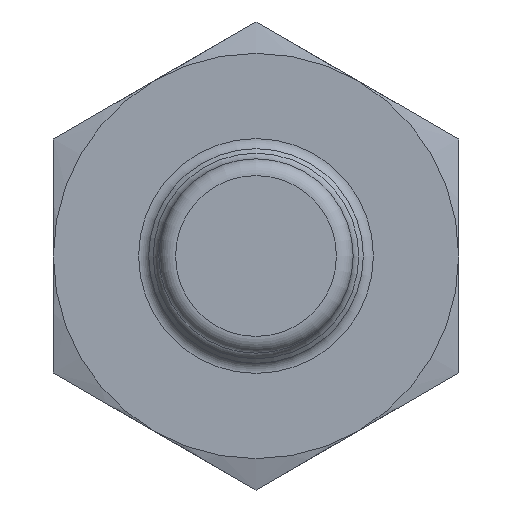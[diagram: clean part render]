
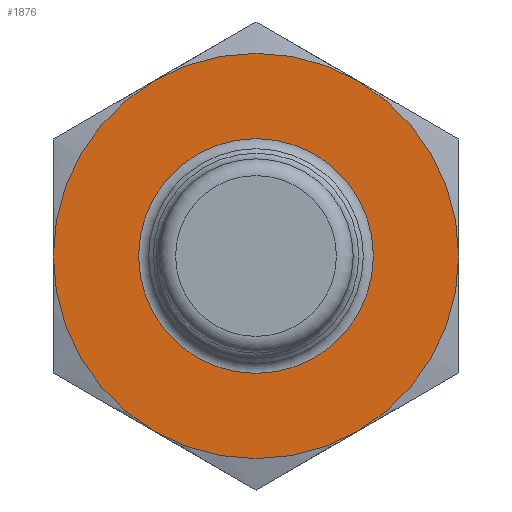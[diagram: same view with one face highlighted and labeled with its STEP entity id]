
A CAD part, left-side view. The second image highlights one B-rep face of the part: STEP entity #1876.
In plain terms, the highlighted planar face has unit normal (-1, 0, 0).
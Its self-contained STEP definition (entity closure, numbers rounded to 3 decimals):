
#1321=CARTESIAN_POINT('',(14.15,4.25,-7.361));
#1322=VERTEX_POINT('',#1321);
#1336=CARTESIAN_POINT('',(14.15,8.5,0.0));
#1337=VERTEX_POINT('',#1336);
#1338=CARTESIAN_POINT('',(14.15,0.0,0.0));
#1339=DIRECTION('',(1.0,0.0,0.0));
#1340=DIRECTION('',(0.0,1.0,0.0));
#1341=AXIS2_PLACEMENT_3D('',#1338,#1339,#1340);
#1342=CIRCLE('',#1341,8.5);
#1343=EDGE_CURVE('',#1322,#1337,#1342,.T.);
#1578=CARTESIAN_POINT('',(14.15,-4.25,-7.361));
#1579=VERTEX_POINT('',#1578);
#1593=CARTESIAN_POINT('',(14.15,0.0,0.0));
#1594=DIRECTION('',(1.0,0.0,0.0));
#1595=DIRECTION('',(0.0,1.0,0.0));
#1596=AXIS2_PLACEMENT_3D('',#1593,#1594,#1595);
#1597=CIRCLE('',#1596,8.5);
#1598=EDGE_CURVE('',#1579,#1322,#1597,.T.);
#1623=CARTESIAN_POINT('',(14.15,-8.5,0.));
#1624=VERTEX_POINT('',#1623);
#1638=CARTESIAN_POINT('',(14.15,0.0,0.0));
#1639=DIRECTION('',(1.0,0.0,0.0));
#1640=DIRECTION('',(0.0,1.0,0.0));
#1641=AXIS2_PLACEMENT_3D('',#1638,#1639,#1640);
#1642=CIRCLE('',#1641,8.5);
#1643=EDGE_CURVE('',#1624,#1579,#1642,.T.);
#1668=CARTESIAN_POINT('',(14.15,-4.25,7.361));
#1669=VERTEX_POINT('',#1668);
#1683=CARTESIAN_POINT('',(14.15,0.0,0.0));
#1684=DIRECTION('',(1.0,0.0,0.0));
#1685=DIRECTION('',(0.0,1.0,0.0));
#1686=AXIS2_PLACEMENT_3D('',#1683,#1684,#1685);
#1687=CIRCLE('',#1686,8.5);
#1688=EDGE_CURVE('',#1669,#1624,#1687,.T.);
#1713=CARTESIAN_POINT('',(14.15,4.25,7.361));
#1714=VERTEX_POINT('',#1713);
#1728=CARTESIAN_POINT('',(14.15,0.0,0.0));
#1729=DIRECTION('',(1.0,0.0,0.0));
#1730=DIRECTION('',(0.0,1.0,0.0));
#1731=AXIS2_PLACEMENT_3D('',#1728,#1729,#1730);
#1732=CIRCLE('',#1731,8.5);
#1733=EDGE_CURVE('',#1714,#1669,#1732,.T.);
#1757=CARTESIAN_POINT('',(14.15,0.0,0.0));
#1758=DIRECTION('',(1.0,0.0,0.0));
#1759=DIRECTION('',(0.0,1.0,0.0));
#1760=AXIS2_PLACEMENT_3D('',#1757,#1758,#1759);
#1761=CIRCLE('',#1760,8.5);
#1762=EDGE_CURVE('',#1337,#1714,#1761,.T.);
#1852=CARTESIAN_POINT('',(14.15,6.463,0.0));
#1853=DIRECTION('',(-1.0,0.0,0.0));
#1854=DIRECTION('',(0.0,0.0,1.0));
#1855=AXIS2_PLACEMENT_3D('',#1852,#1853,#1854);
#1856=PLANE('',#1855);
#1857=ORIENTED_EDGE('',*,*,#1762,.F.);
#1858=ORIENTED_EDGE('',*,*,#1343,.F.);
#1859=ORIENTED_EDGE('',*,*,#1598,.F.);
#1860=ORIENTED_EDGE('',*,*,#1643,.F.);
#1861=ORIENTED_EDGE('',*,*,#1688,.F.);
#1862=ORIENTED_EDGE('',*,*,#1733,.F.);
#1863=EDGE_LOOP('',(#1857,#1858,#1859,#1860,#1861,#1862));
#1864=FACE_OUTER_BOUND('',#1863,.T.);
#1865=CARTESIAN_POINT('',(14.15,4.925,0.));
#1866=VERTEX_POINT('',#1865);
#1867=CARTESIAN_POINT('',(14.15,0.0,0.0));
#1868=DIRECTION('',(-1.0,0.0,0.0));
#1869=DIRECTION('',(0.0,-1.0,0.0));
#1870=AXIS2_PLACEMENT_3D('',#1867,#1868,#1869);
#1871=CIRCLE('',#1870,4.925);
#1872=EDGE_CURVE('',#1866,#1866,#1871,.T.);
#1873=ORIENTED_EDGE('',*,*,#1872,.F.);
#1874=EDGE_LOOP('',(#1873));
#1875=FACE_BOUND('',#1874,.T.);
#1876=ADVANCED_FACE('',(#1864,#1875),#1856,.T.);
